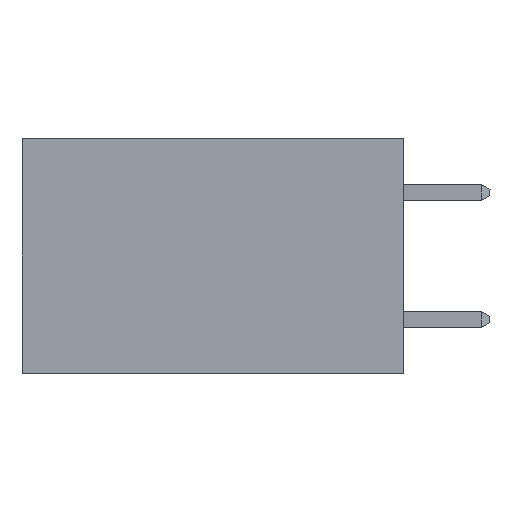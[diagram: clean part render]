
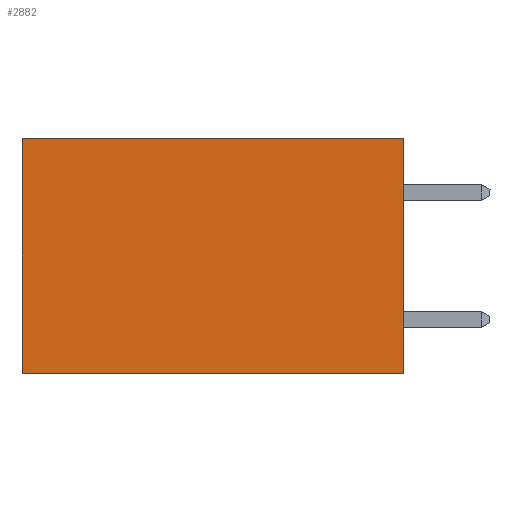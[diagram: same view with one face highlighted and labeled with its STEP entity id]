
A CAD part, left-side view. The second image highlights one B-rep face of the part: STEP entity #2882.
In plain terms, the highlighted planar face has unit normal (-1, 0, 0).
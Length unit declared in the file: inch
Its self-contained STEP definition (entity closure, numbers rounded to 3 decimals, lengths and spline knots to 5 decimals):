
#133 = DIRECTION ( 'NONE',  ( 1., 0., 0. ) ) ;
#185 = VERTEX_POINT ( 'NONE', #4676 ) ;
#266 = EDGE_CURVE ( 'NONE', #185, #4324, #4688, .T. ) ;
#270 = EDGE_CURVE ( 'NONE', #185, #8948, #2545, .T. ) ;
#376 = VECTOR ( 'NONE', #2558, 39.37008 ) ;
#954 = VECTOR ( 'NONE', #4086, 39.37008 ) ;
#1984 = CARTESIAN_POINT ( 'NONE',  ( 0.2875, 0.6, -0.37 ) ) ;
#2158 = EDGE_LOOP ( 'NONE', ( #10219, #6958, #5806, #7738 ) ) ;
#2223 = DIRECTION ( 'NONE',  ( 0., 0., -1. ) ) ;
#2368 = EDGE_CURVE ( 'NONE', #8948, #7259, #6602, .T. ) ;
#2545 = LINE ( 'NONE', #9029, #376 ) ;
#2558 = DIRECTION ( 'NONE',  ( 0., 0., -1. ) ) ;
#2882 = ADVANCED_FACE ( 'NONE', ( #10562 ), #5923, .F. ) ;
#3269 = CARTESIAN_POINT ( 'NONE',  ( 0.2875, 0., 0. ) ) ;
#3325 = EDGE_CURVE ( 'NONE', #4324, #7259, #7210, .T. ) ;
#4016 = CARTESIAN_POINT ( 'NONE',  ( 0.2875, 0.6, 0. ) ) ;
#4086 = DIRECTION ( 'NONE',  ( 0., 1., 0. ) ) ;
#4324 = VERTEX_POINT ( 'NONE', #4016 ) ;
#4676 = CARTESIAN_POINT ( 'NONE',  ( 0.2875, 0., 0. ) ) ;
#4688 = LINE ( 'NONE', #3269, #7892 ) ;
#5044 = CARTESIAN_POINT ( 'NONE',  ( 0.2875, 0., 0. ) ) ;
#5806 = ORIENTED_EDGE ( 'NONE', *, *, #270, .F. ) ;
#5923 = PLANE ( 'NONE',  #9348 ) ;
#6578 = DIRECTION ( 'NONE',  ( 0., 1., 0. ) ) ;
#6602 = LINE ( 'NONE', #8949, #954 ) ;
#6708 = DIRECTION ( 'NONE',  ( 0., 0., -1. ) ) ;
#6958 = ORIENTED_EDGE ( 'NONE', *, *, #2368, .F. ) ;
#7134 = CARTESIAN_POINT ( 'NONE',  ( 0.2875, 0.6, 0. ) ) ;
#7210 = LINE ( 'NONE', #7134, #9125 ) ;
#7259 = VERTEX_POINT ( 'NONE', #1984 ) ;
#7738 = ORIENTED_EDGE ( 'NONE', *, *, #266, .T. ) ;
#7892 = VECTOR ( 'NONE', #6578, 39.37008 ) ;
#8298 = CARTESIAN_POINT ( 'NONE',  ( 0.2875, 0., -0.37 ) ) ;
#8948 = VERTEX_POINT ( 'NONE', #8298 ) ;
#8949 = CARTESIAN_POINT ( 'NONE',  ( 0.2875, 0., -0.37 ) ) ;
#9029 = CARTESIAN_POINT ( 'NONE',  ( 0.2875, 0., 0. ) ) ;
#9125 = VECTOR ( 'NONE', #2223, 39.37008 ) ;
#9348 = AXIS2_PLACEMENT_3D ( 'NONE', #5044, #133, #6708 ) ;
#10219 = ORIENTED_EDGE ( 'NONE', *, *, #3325, .T. ) ;
#10562 = FACE_OUTER_BOUND ( 'NONE', #2158, .T. ) ;
